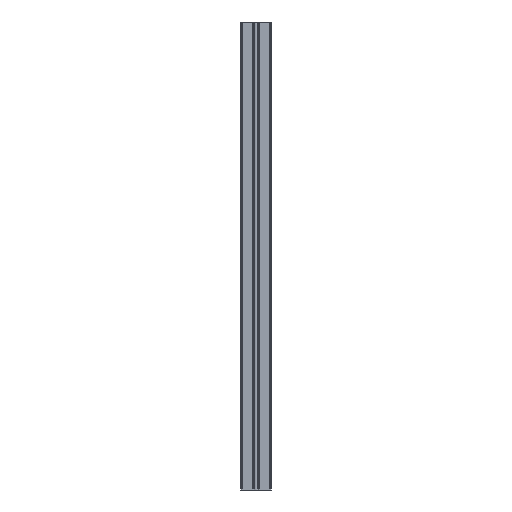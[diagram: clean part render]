
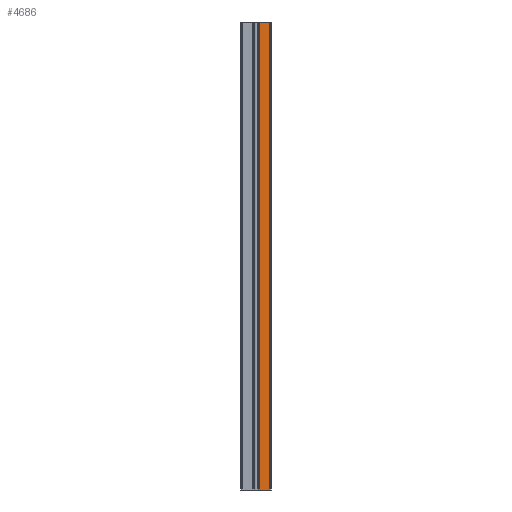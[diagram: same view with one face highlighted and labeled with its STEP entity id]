
A CAD part, left-side view. The second image highlights one B-rep face of the part: STEP entity #4686.
In plain terms, the highlighted free-form (B-spline) face has degree [1, 1] with [2, 2] control points.
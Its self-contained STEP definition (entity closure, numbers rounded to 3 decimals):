
#4636=CARTESIAN_POINT('',(-40.816,50.747,22.5));
#4637=VERTEX_POINT('',#4636);
#4643=CARTESIAN_POINT('',(649.184,50.747,22.5));
#4644=VERTEX_POINT('',#4643);
#4645=CARTESIAN_POINT('',(-40.816,50.747,22.5));
#4646=CARTESIAN_POINT('',(649.184,50.747,22.5));
#4647=B_SPLINE_CURVE_WITH_KNOTS('',1,(#4645,#4646),.POLYLINE_FORM.,.F.,.U.,(2,2),(0.,1.),.UNSPECIFIED.);
#4648=EDGE_CURVE('',#4637,#4644,#4647,.T.);
#4659=CARTESIAN_POINT('',(649.184,202.619,22.5));
#4660=CARTESIAN_POINT('',(649.184,-101.126,22.5));
#4661=CARTESIAN_POINT('',(-92.688,202.619,22.5));
#4662=CARTESIAN_POINT('',(-92.688,-101.126,22.5));
#4663=B_SPLINE_SURFACE_WITH_KNOTS('',1,1,((#4659,#4660),(#4661,#4662)),.PLANE_SURF.,.F.,.F.,.U.,(2,2),(2,2),(0.,1.),(0.,1.),.UNSPECIFIED.);
#4664=CARTESIAN_POINT('',(-40.816,34.898,22.5));
#4665=VERTEX_POINT('',#4664);
#4666=CARTESIAN_POINT('',(-40.816,50.747,22.5));
#4667=CARTESIAN_POINT('',(-40.816,34.898,22.5));
#4668=B_SPLINE_CURVE_WITH_KNOTS('',1,(#4666,#4667),.POLYLINE_FORM.,.F.,.U.,(2,2),(0.,1.),.UNSPECIFIED.);
#4669=EDGE_CURVE('',#4637,#4665,#4668,.T.);
#4670=ORIENTED_EDGE('',*,*,#4669,.T.);
#4671=CARTESIAN_POINT('',(649.184,34.898,22.5));
#4672=VERTEX_POINT('',#4671);
#4673=CARTESIAN_POINT('',(-40.816,34.898,22.5));
#4674=CARTESIAN_POINT('',(649.184,34.898,22.5));
#4675=B_SPLINE_CURVE_WITH_KNOTS('',1,(#4673,#4674),.POLYLINE_FORM.,.F.,.U.,(2,2),(0.,1.),.UNSPECIFIED.);
#4676=EDGE_CURVE('',#4665,#4672,#4675,.T.);
#4677=ORIENTED_EDGE('',*,*,#4676,.T.);
#4678=CARTESIAN_POINT('',(649.184,50.747,22.5));
#4679=CARTESIAN_POINT('',(649.184,34.898,22.5));
#4680=B_SPLINE_CURVE_WITH_KNOTS('',1,(#4678,#4679),.POLYLINE_FORM.,.F.,.U.,(2,2),(0.,1.),.UNSPECIFIED.);
#4681=EDGE_CURVE('',#4644,#4672,#4680,.T.);
#4682=ORIENTED_EDGE('',*,*,#4681,.F.);
#4683=ORIENTED_EDGE('',*,*,#4648,.F.);
#4684=EDGE_LOOP('',(#4670,#4677,#4682,#4683));
#4685=FACE_OUTER_BOUND('',#4684,.T.);
#4686=ADVANCED_FACE('',(#4685),#4663,.T.);
